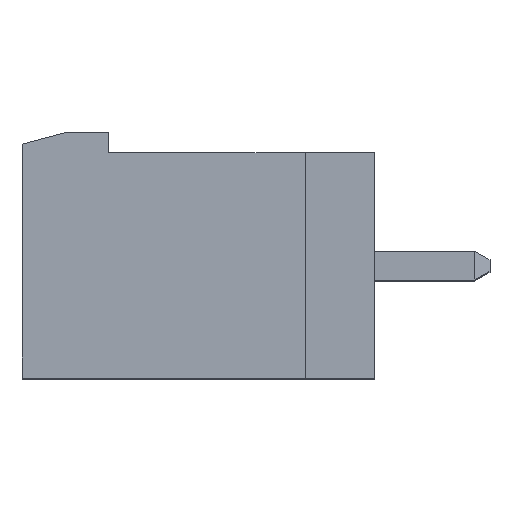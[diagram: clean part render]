
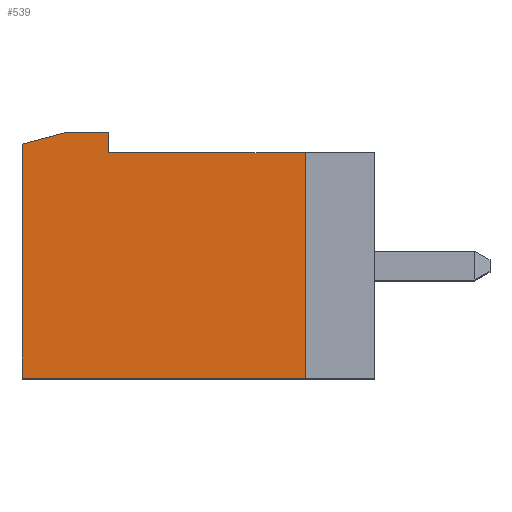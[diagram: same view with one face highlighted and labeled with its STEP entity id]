
A CAD part, top view. The second image highlights one B-rep face of the part: STEP entity #539.
In plain terms, the highlighted planar face has unit normal (0, 0, 1).
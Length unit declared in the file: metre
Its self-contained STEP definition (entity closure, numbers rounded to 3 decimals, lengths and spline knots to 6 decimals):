
#539=ADVANCED_FACE('',(#1128),#1129,.F.);
#1128=FACE_OUTER_BOUND('',#1762,.T.);
#1129=PLANE('',#1763);
#1762=EDGE_LOOP('',(#3273,#3274,#3275,#3276,#3277,#3278,#3279));
#1763=AXIS2_PLACEMENT_3D('',#3280,#3281,#3282);
#3273=ORIENTED_EDGE('',*,*,#4347,.F.);
#3274=ORIENTED_EDGE('',*,*,#4359,.F.);
#3275=ORIENTED_EDGE('',*,*,#3879,.F.);
#3276=ORIENTED_EDGE('',*,*,#3892,.F.);
#3277=ORIENTED_EDGE('',*,*,#3837,.F.);
#3278=ORIENTED_EDGE('',*,*,#4360,.F.);
#3279=ORIENTED_EDGE('',*,*,#4361,.F.);
#3280=CARTESIAN_POINT('',(0.197225,0.14481,0.04672));
#3281=DIRECTION('',(0.0,0.0,-1.0));
#3282=DIRECTION('',(0.0,-1.0,0.0));
#3837=EDGE_CURVE('',#4613,#4576,#4615,.T.);
#3879=EDGE_CURVE('',#4678,#4673,#4680,.T.);
#3892=EDGE_CURVE('',#4576,#4678,#4698,.T.);
#4347=EDGE_CURVE('',#5361,#5363,#5364,.T.);
#4359=EDGE_CURVE('',#4673,#5361,#5382,.T.);
#4360=EDGE_CURVE('',#5383,#4613,#5384,.T.);
#4361=EDGE_CURVE('',#5363,#5383,#5385,.T.);
#4576=VERTEX_POINT('',#5702);
#4613=VERTEX_POINT('',#5758);
#4615=LINE('',#5761,#5762);
#4673=VERTEX_POINT('',#5847);
#4678=VERTEX_POINT('',#5854);
#4680=LINE('',#5857,#5858);
#4698=LINE('',#5884,#5885);
#5361=VERTEX_POINT('',#6876);
#5363=VERTEX_POINT('',#6879);
#5364=LINE('',#6880,#6881);
#5382=LINE('',#6907,#6908);
#5383=VERTEX_POINT('',#6909);
#5384=LINE('',#6910,#6911);
#5385=LINE('',#6912,#6913);
#5702=CARTESIAN_POINT('',(0.195918,0.14471,0.04672));
#5758=CARTESIAN_POINT('',(0.194425,0.14431,0.04672));
#5761=CARTESIAN_POINT('',(0.195918,0.14471,0.04672));
#5762=VECTOR('',#7175,1.0);
#5847=CARTESIAN_POINT('',(0.197425,0.14401,0.04672));
#5854=CARTESIAN_POINT('',(0.197425,0.14471,0.04672));
#5857=CARTESIAN_POINT('',(0.197425,0.14431,0.04672));
#5858=VECTOR('',#7206,1.0);
#5884=CARTESIAN_POINT('',(0.197425,0.14471,0.04672));
#5885=VECTOR('',#7215,1.0);
#6876=CARTESIAN_POINT('',(0.204225,0.14401,0.04672));
#6879=CARTESIAN_POINT('',(0.204225,0.13621,0.04672));
#6880=CARTESIAN_POINT('',(0.204225,0.13621,0.04672));
#6881=VECTOR('',#7572,1.0);
#6907=CARTESIAN_POINT('',(0.204025,0.14401,0.04672));
#6908=VECTOR('',#7581,1.0);
#6909=CARTESIAN_POINT('',(0.194425,0.13621,0.04672));
#6910=CARTESIAN_POINT('',(0.194425,0.14441,0.04672));
#6911=VECTOR('',#7582,1.0);
#6912=CARTESIAN_POINT('',(0.194225,0.13621,0.04672));
#6913=VECTOR('',#7583,1.0);
#7175=DIRECTION('',(0.966,0.259,0.0));
#7206=DIRECTION('',(0.,-1.0,0.0));
#7215=DIRECTION('',(1.0,0.0,0.0));
#7572=DIRECTION('',(0.0,-1.0,0.0));
#7581=DIRECTION('',(1.0,0.0,0.0));
#7582=DIRECTION('',(0.0,1.0,0.0));
#7583=DIRECTION('',(-1.0,0.0,0.0));
